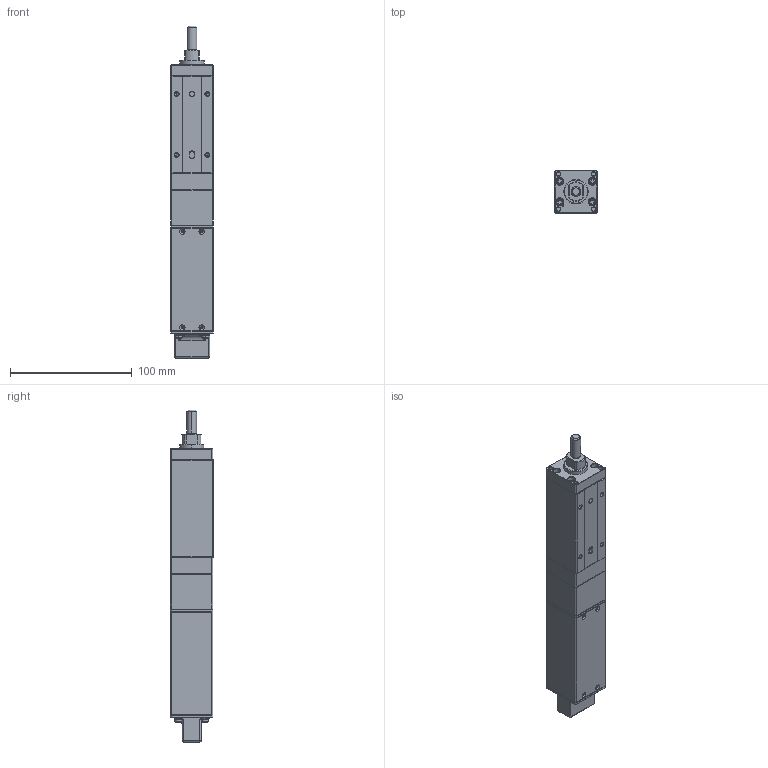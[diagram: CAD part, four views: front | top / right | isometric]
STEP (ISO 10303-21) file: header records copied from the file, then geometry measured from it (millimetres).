
FILE_DESCRIPTION (( 'STEP AP214' ), '1' );
FILE_NAME ('RM-SLA-11-50-2-V 眻盄倰芢裝1.0.STEP', '2023-07-06T12:36:41', ( '' ), ( '' ), 'SwSTEP 2.0', 'SolidWorks 2019', '' );
FILE_SCHEMA (( 'AUTOMOTIVE_DESIGN' ));
Length unit declared in the file: millimetre
Products named in the file (17): MSP01-LA003 粣創釱; RM-SLA-11-50-2-V 眻盄倰芢裝1.0; MSP01-LA001 ヶ傷裔; MSP01-LA013 薊粣ん裔; MSP01-LA006 萇儂俋褲; MFT02-M2x5 坋趼麥芛蹟佪; MSP02-LA001 芢裝諉芛_MSP02-EC003-28; MSP01-LA002 眻盄倰裝极_50mm; MFT07-M3 粟銅賡; MSP01-LA005 萇儂蟀諉啣; MFT02-M2.5x5 坋趼麥芛蹟佪; MFT03-M3x8 埴翐囀鞠褒蹟佪; MSP01-LA007 帣裔_MSP01-EC002-28; PPT17-GFM-1416-08 拸蚐傍杶; MSP02-LA002 芢裝_50mm; MSP01-LA004 薊粣ん褲; 蕾宒堤盄芛俋褲
Assembly tree (38 placements, depth 2):
  RM-SLA-11-50-2-V 眻盄倰芢裝1.0
    MSP01-LA002 眻盄倰裝极_50mm
    MSP02-LA002 芢裝_50mm
    MSP01-LA001 ヶ傷裔
    MSP01-LA003 粣創釱
    MSP01-LA004 薊粣ん褲
    MSP01-LA005 萇儂蟀諉啣
    MSP01-LA006 萇儂俋褲
    MSP01-LA007 帣裔_MSP01-EC002-28
    MSP02-LA001 芢裝諉芛_MSP02-EC003-28
    MFT07-M3 粟銅賡  x5
    MFT03-M3x8 埴翐囀鞠褒蹟佪  x11
    MFT02-M2x5 坋趼麥芛蹟佪  x6
    PPT17-GFM-1416-08 拸蚐傍杶
    MSP01-LA013 薊粣ん裔
    MFT02-M2.5x5 坋趼麥芛蹟佪  x4
    蕾宒堤盄芛俋褲
Bounding box: 35 x 35.5 x 273 mm (x, y, z)
Volume: 136558.5 mm3; surface area: 91599.3 mm2
Topology: 38 solids, 38 shells, 2216 faces, 5032 edges, 2899 vertices
Faces by surface type: plane 999, cone 575, cylinder 536, bspline 52, torus 42, sphere 12
Entity records: 44702 total; most frequent: CARTESIAN_POINT 8478, DIRECTION 7534, ORIENTED_EDGE 6736, EDGE_CURVE 3368, AXIS2_PLACEMENT_3D 2785, VERTEX_POINT 1975, LINE 1964, VECTOR 1964
